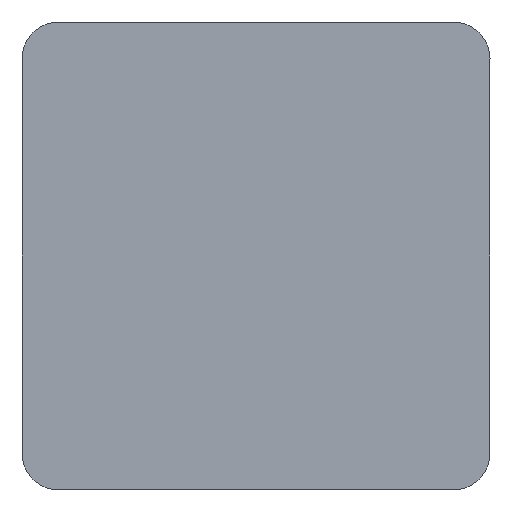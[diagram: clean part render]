
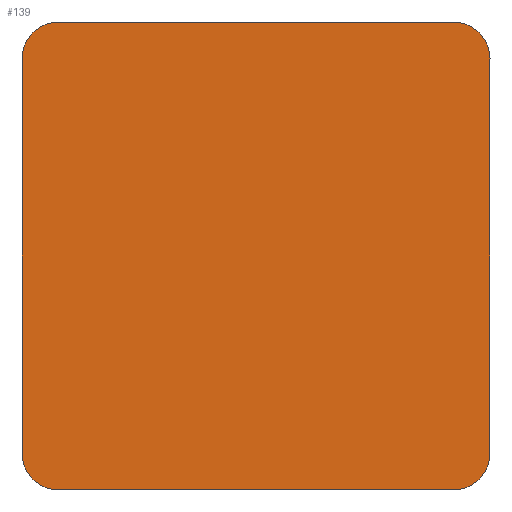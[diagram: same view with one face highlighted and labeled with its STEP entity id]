
A CAD part, top view. The second image highlights one B-rep face of the part: STEP entity #139.
In plain terms, the highlighted planar face has unit normal (0, 0, 1).
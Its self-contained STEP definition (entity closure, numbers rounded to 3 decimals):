
#79=VERTEX_POINT('',#197);
#85=VERTEX_POINT('',#203);
#87=EDGE_CURVE('',#79,#85,#205,.T.);
#93=EDGE_CURVE('',#173,#105,#211,.T.);
#105=VERTEX_POINT('',#224);
#107=EDGE_CURVE('',#85,#137,#226,.T.);
#125=VERTEX_POINT('',#249);
#127=EDGE_CURVE('',#137,#129,#251,.T.);
#129=VERTEX_POINT('',#253);
#131=EDGE_CURVE('',#125,#173,#255,.T.);
#135=EDGE_CURVE('',#167,#125,#259,.T.);
#137=VERTEX_POINT('',#261);
#139=ADVANCED_FACE('',(#263),#264,.T.);
#143=EDGE_CURVE('',#129,#167,#269,.T.);
#155=EDGE_CURVE('',#105,#79,#283,.T.);
#167=VERTEX_POINT('',#295);
#173=VERTEX_POINT('',#301);
#197=CARTESIAN_POINT('',(0.,11.7,0.0));
#203=CARTESIAN_POINT('',(0.0,1.0,0.0));
#205=LINE('',#329,#330);
#211=LINE('',#337,#338);
#224=CARTESIAN_POINT('',(1.0,12.7,0.0));
#226=CIRCLE('',#360,1.0);
#249=CARTESIAN_POINT('',(12.7,11.7,0.0));
#251=LINE('',#390,#391);
#253=CARTESIAN_POINT('',(11.7,0.0,0.0));
#255=CIRCLE('',#396,1.);
#259=LINE('',#401,#402);
#261=CARTESIAN_POINT('',(1.0,0.0,0.0));
#263=FACE_OUTER_BOUND('',#406,.T.);
#264=PLANE('',#407);
#269=CIRCLE('',#413,1.0);
#283=CIRCLE('',#432,1.);
#295=CARTESIAN_POINT('',(12.7,1.0,0.0));
#301=CARTESIAN_POINT('',(11.7,12.7,0.0));
#329=CARTESIAN_POINT('',(0.0,11.7,0.0));
#330=VECTOR('',#467,1.0);
#337=CARTESIAN_POINT('',(11.7,12.7,0.0));
#338=VECTOR('',#468,1.0);
#360=AXIS2_PLACEMENT_3D('',#480,#481,#482);
#390=CARTESIAN_POINT('',(1.0,0.0,0.0));
#391=VECTOR('',#530,1.0);
#396=AXIS2_PLACEMENT_3D('',#531,#532,#533);
#401=CARTESIAN_POINT('',(12.7,1.0,0.0));
#402=VECTOR('',#534,1.0);
#406=EDGE_LOOP('',(#536,#537,#538,#539,#540,#541,#542,#543));
#407=AXIS2_PLACEMENT_3D('',#544,#545,#546);
#413=AXIS2_PLACEMENT_3D('',#559,#560,#561);
#432=AXIS2_PLACEMENT_3D('',#580,#581,#582);
#467=DIRECTION('',(0.0,-1.0,0.0));
#468=DIRECTION('',(-1.0,0.0,0.0));
#480=CARTESIAN_POINT('',(1.,1.,0.0));
#481=DIRECTION('',(0.0,0.0,1.0));
#482=DIRECTION('',(-1.0,0.,0.0));
#530=DIRECTION('',(1.0,0.0,0.0));
#531=CARTESIAN_POINT('',(11.7,11.7,0.0));
#532=DIRECTION('',(0.0,-0.0,1.0));
#533=DIRECTION('',(1.0,0.,0.0));
#534=DIRECTION('',(0.0,1.0,0.0));
#536=ORIENTED_EDGE('',*,*,#127,.T.);
#537=ORIENTED_EDGE('',*,*,#143,.T.);
#538=ORIENTED_EDGE('',*,*,#135,.T.);
#539=ORIENTED_EDGE('',*,*,#131,.T.);
#540=ORIENTED_EDGE('',*,*,#93,.T.);
#541=ORIENTED_EDGE('',*,*,#155,.T.);
#542=ORIENTED_EDGE('',*,*,#87,.T.);
#543=ORIENTED_EDGE('',*,*,#107,.T.);
#544=CARTESIAN_POINT('',(6.35,6.35,0.0));
#545=DIRECTION('',(0.0,0.0,1.0));
#546=DIRECTION('',(1.0,0.0,0.0));
#559=CARTESIAN_POINT('',(11.7,1.,0.0));
#560=DIRECTION('',(0.0,0.0,1.0));
#561=DIRECTION('',(0.,-1.0,0.0));
#580=CARTESIAN_POINT('',(1.,11.7,0.0));
#581=DIRECTION('',(0.0,0.0,1.0));
#582=DIRECTION('',(0.,1.0,0.0));
